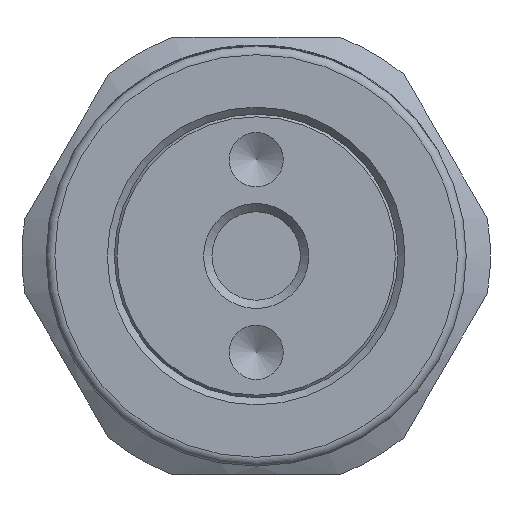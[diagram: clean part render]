
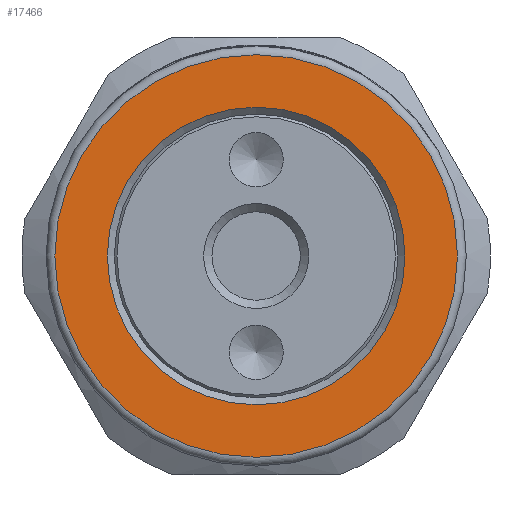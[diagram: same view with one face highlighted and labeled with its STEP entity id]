
A CAD part, left-side view. The second image highlights one B-rep face of the part: STEP entity #17466.
In plain terms, the highlighted planar face has unit normal (-1, 0, 0).
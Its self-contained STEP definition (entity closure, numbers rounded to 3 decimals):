
#16980=CARTESIAN_POINT('',(-116.,-17.,0.0));
#16981=VERTEX_POINT('',#16980);
#16982=CARTESIAN_POINT('',(-116.,0.,0.0));
#16983=DIRECTION('',(1.0,0.0,0.0));
#16984=DIRECTION('',(0.0,-1.0,0.0));
#16985=AXIS2_PLACEMENT_3D('',#16982,#16983,#16984);
#16986=CIRCLE('',#16985,17.);
#16987=EDGE_CURVE('',#16981,#16981,#16986,.T.);
#17447=CARTESIAN_POINT('',(-116.,18.5,0.0));
#17448=DIRECTION('',(-1.0,0.0,0.0));
#17449=DIRECTION('',(0.0,0.0,1.0));
#17450=AXIS2_PLACEMENT_3D('',#17447,#17448,#17449);
#17451=PLANE('',#17450);
#17452=CARTESIAN_POINT('',(-116.,23.,0.0));
#17453=VERTEX_POINT('',#17452);
#17454=CARTESIAN_POINT('',(-116.,0.,0.0));
#17455=DIRECTION('',(1.0,0.0,0.0));
#17456=DIRECTION('',(0.0,-1.0,0.0));
#17457=AXIS2_PLACEMENT_3D('',#17454,#17455,#17456);
#17458=CIRCLE('',#17457,23.);
#17459=EDGE_CURVE('',#17453,#17453,#17458,.T.);
#17460=ORIENTED_EDGE('',*,*,#17459,.F.);
#17461=EDGE_LOOP('',(#17460));
#17462=FACE_OUTER_BOUND('',#17461,.T.);
#17463=ORIENTED_EDGE('',*,*,#16987,.T.);
#17464=EDGE_LOOP('',(#17463));
#17465=FACE_BOUND('',#17464,.T.);
#17466=ADVANCED_FACE('',(#17462,#17465),#17451,.T.);
